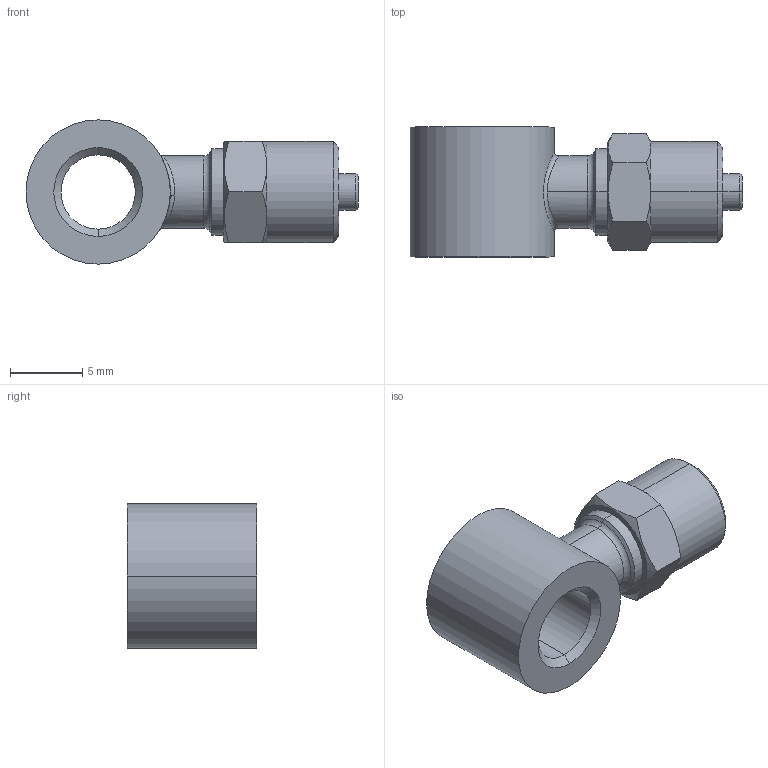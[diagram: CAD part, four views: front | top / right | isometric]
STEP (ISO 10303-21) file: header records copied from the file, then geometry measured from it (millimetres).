
FILE_DESCRIPTION (( 'STEP AP203' ), '1' );
FILE_NAME ('02130010.STEP', '2011-09-29T15:28:49', ( '' ), ( 'sopra-pneumatic' ), 'SwSTEP 2.0', 'SolidWorks 2011', '' );
FILE_SCHEMA (( 'CONFIG_CONTROL_DESIGN' ));
Length unit declared in the file: millimetre
Products named in the file (1): 02130010
Bounding box: 23 x 9 x 10 mm (x, y, z)
Volume: 862.1 mm3; surface area: 945.1 mm2
Topology: 1 solids, 1 shells, 54 faces, 121 edges, 72 vertices
Faces by surface type: cone 20, cylinder 16, plane 12, torus 4, bspline 2
Entity records: 1972 total; most frequent: CARTESIAN_POINT 712, DIRECTION 251, ORIENTED_EDGE 242, EDGE_CURVE 121, AXIS2_PLACEMENT_3D 107, VERTEX_POINT 72, EDGE_LOOP 61, FACE_OUTER_BOUND 54
